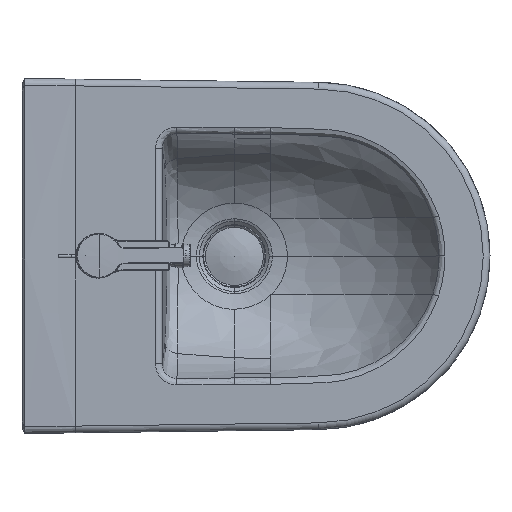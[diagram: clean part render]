
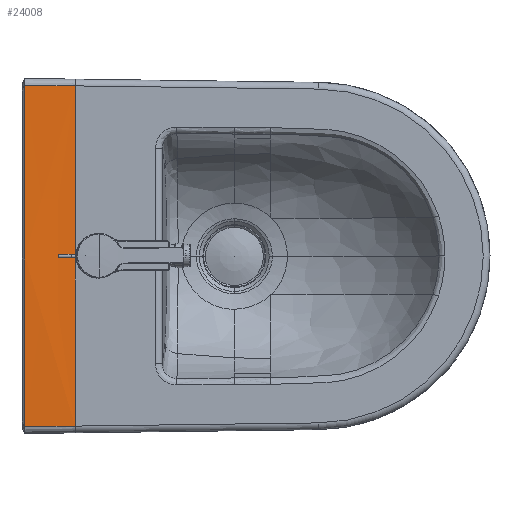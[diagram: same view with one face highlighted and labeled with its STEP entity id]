
A CAD part, top view. The second image highlights one B-rep face of the part: STEP entity #24008.
In plain terms, the highlighted free-form (B-spline) face has degree [3, 3] with [4, 4] control points.
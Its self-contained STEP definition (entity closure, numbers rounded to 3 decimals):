
#4190=CARTESIAN_POINT('',(54.995,-176.281,0.0));
#4191=VERTEX_POINT('',#4190);
#4192=CARTESIAN_POINT('',(54.995,176.281,0.0));
#4193=VERTEX_POINT('',#4192);
#4194=CARTESIAN_POINT('',(54.995,-176.281,0.0));
#4195=DIRECTION('',(0.,1.0,0.0));
#4196=VECTOR('',#4195,352.562);
#4197=LINE('',#4194,#4196);
#4198=EDGE_CURVE('',#4191,#4193,#4197,.T.);
#7461=CARTESIAN_POINT('',(2.994,-177.183,0.219));
#7462=VERTEX_POINT('',#7461);
#7463=CARTESIAN_POINT('',(54.995,-176.281,0.));
#7464=CARTESIAN_POINT('',(47.713,-176.376,0.));
#7465=CARTESIAN_POINT('',(40.427,-176.5,0.029));
#7466=CARTESIAN_POINT('',(33.128,-176.64,0.074));
#7467=CARTESIAN_POINT('',(22.921,-176.842,0.141));
#7468=CARTESIAN_POINT('',(12.707,-177.026,0.191));
#7469=CARTESIAN_POINT('',(9.79,-177.077,0.203));
#7470=CARTESIAN_POINT('',(6.68,-177.128,0.213));
#7471=CARTESIAN_POINT('',(3.57,-177.174,0.218));
#7472=CARTESIAN_POINT('',(3.378,-177.177,0.219));
#7473=CARTESIAN_POINT('',(3.185,-177.18,0.219));
#7474=CARTESIAN_POINT('',(2.994,-177.183,0.219));
#7475=B_SPLINE_CURVE_WITH_KNOTS('',5,(#7463,#7464,#7465,#7466,#7467,#7468,#7469,#7470,#7471,#7472,#7473,#7474),.UNSPECIFIED.,.F.,.U.,(6,3,3,6),(137.868,189.543,210.191,211.554),.UNSPECIFIED.);
#7476=EDGE_CURVE('',#7462,#4191,#7475,.F.);
#12844=CARTESIAN_POINT('',(2.994,177.183,0.219));
#12845=VERTEX_POINT('',#12844);
#12846=CARTESIAN_POINT('',(2.994,-177.183,0.219));
#12847=CARTESIAN_POINT('',(2.984,-163.673,0.649));
#12848=CARTESIAN_POINT('',(2.976,-149.992,1.033));
#12849=CARTESIAN_POINT('',(2.969,-136.551,1.362));
#12850=CARTESIAN_POINT('',(2.945,-91.044,2.476));
#12851=CARTESIAN_POINT('',(2.933,-45.521,3.034));
#12852=CARTESIAN_POINT('',(2.933,0.,3.034));
#12853=CARTESIAN_POINT('',(2.933,45.521,3.034));
#12854=CARTESIAN_POINT('',(2.945,91.044,2.476));
#12855=CARTESIAN_POINT('',(2.969,136.551,1.362));
#12856=CARTESIAN_POINT('',(2.976,149.992,1.033));
#12857=CARTESIAN_POINT('',(2.984,163.673,0.649));
#12858=CARTESIAN_POINT('',(2.994,177.183,0.219));
#12859=B_SPLINE_CURVE_WITH_KNOTS('',3,(#12846,#12847,#12848,#12849,#12850,#12851,#12852,#12853,#12854,#12855,#12856,#12857,#12858),.UNSPECIFIED.,.F.,.U.,(4,3,3,3,4),(113.943,170.919,363.829,556.739,613.715),.UNSPECIFIED.);
#12860=EDGE_CURVE('',#12845,#7462,#12859,.F.);
#23961=CARTESIAN_POINT('',(2.994,177.183,0.219));
#23962=CARTESIAN_POINT('',(3.132,177.181,0.219));
#23963=CARTESIAN_POINT('',(3.27,177.179,0.219));
#23964=CARTESIAN_POINT('',(3.409,177.177,0.219));
#23965=CARTESIAN_POINT('',(8.682,177.098,0.209));
#23966=CARTESIAN_POINT('',(13.953,177.007,0.188));
#23967=CARTESIAN_POINT('',(19.084,176.911,0.16));
#23968=CARTESIAN_POINT('',(28.707,176.726,0.102));
#23969=CARTESIAN_POINT('',(38.325,176.545,0.046));
#23970=CARTESIAN_POINT('',(42.814,176.464,0.024));
#23971=CARTESIAN_POINT('',(47.929,176.379,0.006));
#23972=CARTESIAN_POINT('',(53.042,176.307,0.001));
#23973=CARTESIAN_POINT('',(53.744,176.298,0.));
#23974=CARTESIAN_POINT('',(54.37,176.289,0.));
#23975=CARTESIAN_POINT('',(54.995,176.281,0.));
#23976=B_SPLINE_CURVE_WITH_KNOTS('',5,(#23961,#23962,#23963,#23964,#23965,#23966,#23967,#23968,#23969,#23970,#23971,#23972,#23973,#23974,#23975),.UNSPECIFIED.,.F.,.U.,(6,3,3,3,6),(84.841,85.821,122.155,153.99,158.43),.UNSPECIFIED.);
#23977=EDGE_CURVE('',#4193,#12845,#23976,.F.);
#23985=CARTESIAN_POINT('',(54.995,-176.526,0.));
#23986=CARTESIAN_POINT('',(54.995,-58.842,0.));
#23987=CARTESIAN_POINT('',(54.995,58.842,0.));
#23988=CARTESIAN_POINT('',(54.995,176.526,0.));
#23989=CARTESIAN_POINT('',(37.641,-176.744,0.));
#23990=CARTESIAN_POINT('',(37.639,-58.915,0.));
#23991=CARTESIAN_POINT('',(37.639,58.915,0.));
#23992=CARTESIAN_POINT('',(37.641,176.744,0.));
#23993=CARTESIAN_POINT('',(20.287,-176.965,0.191));
#23994=CARTESIAN_POINT('',(20.287,-59.023,3.455));
#23995=CARTESIAN_POINT('',(20.287,59.023,3.455));
#23996=CARTESIAN_POINT('',(20.287,176.965,0.191));
#23997=CARTESIAN_POINT('',(2.933,-177.183,0.22));
#23998=CARTESIAN_POINT('',(2.933,-59.101,3.972));
#23999=CARTESIAN_POINT('',(2.933,59.101,3.972));
#24000=CARTESIAN_POINT('',(2.933,177.183,0.22));
#24001=B_SPLINE_SURFACE_WITH_KNOTS('',3,3,((#23985,#23989,#23993,#23997),(#23986,#23990,#23994,#23998),(#23987,#23991,#23995,#23999),(#23988,#23992,#23996,#24000)),.UNSPECIFIED.,.F.,.F.,.U.,(4,4),(4,4),(6.77,360.577),(0.0,52.262),.UNSPECIFIED.);
#24002=ORIENTED_EDGE('',*,*,#23977,.T.);
#24003=ORIENTED_EDGE('',*,*,#12860,.T.);
#24004=ORIENTED_EDGE('',*,*,#7476,.T.);
#24005=ORIENTED_EDGE('',*,*,#4198,.T.);
#24006=EDGE_LOOP('',(#24002,#24003,#24004,#24005));
#24007=FACE_OUTER_BOUND('',#24006,.T.);
#24008=ADVANCED_FACE('',(#24007),#24001,.T.);
